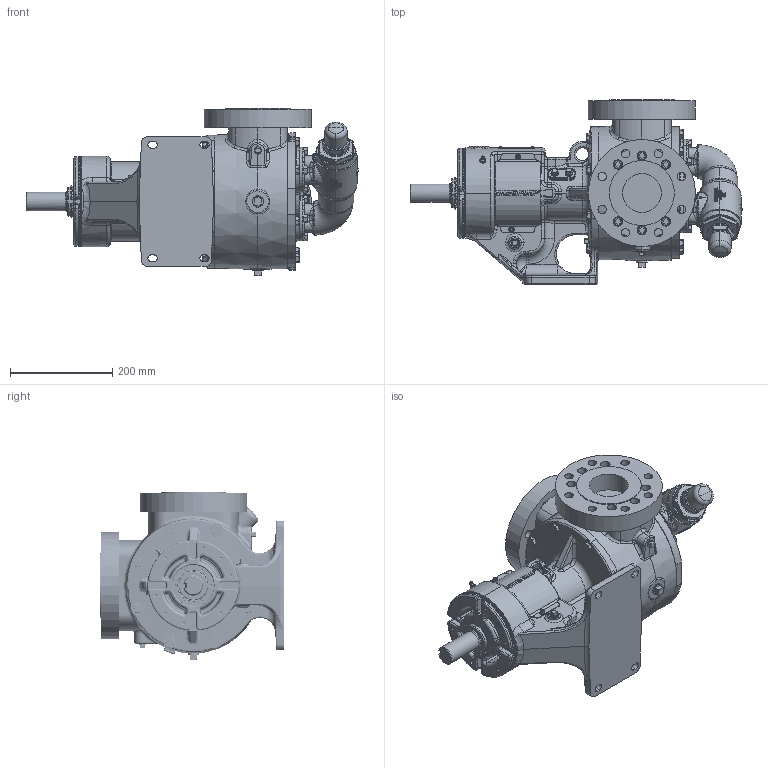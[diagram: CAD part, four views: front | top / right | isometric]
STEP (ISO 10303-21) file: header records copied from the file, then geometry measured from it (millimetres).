
FILE_DESCRIPTION (( 'STEP AP214' ), '1' );
FILE_NAME ('LV-4545.STEP', '2024-04-15T15:09:57', ( '' ), ( '' ), 'SwSTEP 2.0', 'SolidWorks 2022', '' );
FILE_SCHEMA (( 'AUTOMOTIVE_DESIGN' ));
Length unit declared in the file: inch
Products named in the file (1): LV-4545
Bounding box: 650.22 x 360.36 x 327.72 mm (x, y, z)
Volume: 18088222.6 mm3; surface area: 1002623.7 mm2
Topology: 1 solids, 13 shells, 5428 faces, 13868 edges, 8618 vertices
Faces by surface type: plane 1773, bspline 1677, cylinder 1070, cone 688, torus 132, sphere 88
Entity records: 316315 total; most frequent: CARTESIAN_POINT 128102, ORIENTED_EDGE 27434, DIRECTION 20041, EDGE_CURVE 13717, VERTEX_POINT 8611, AXIS2_PLACEMENT_3D 7407, EDGE_LOOP 5804, DIMENSIONAL_EXPONENTS 5431
